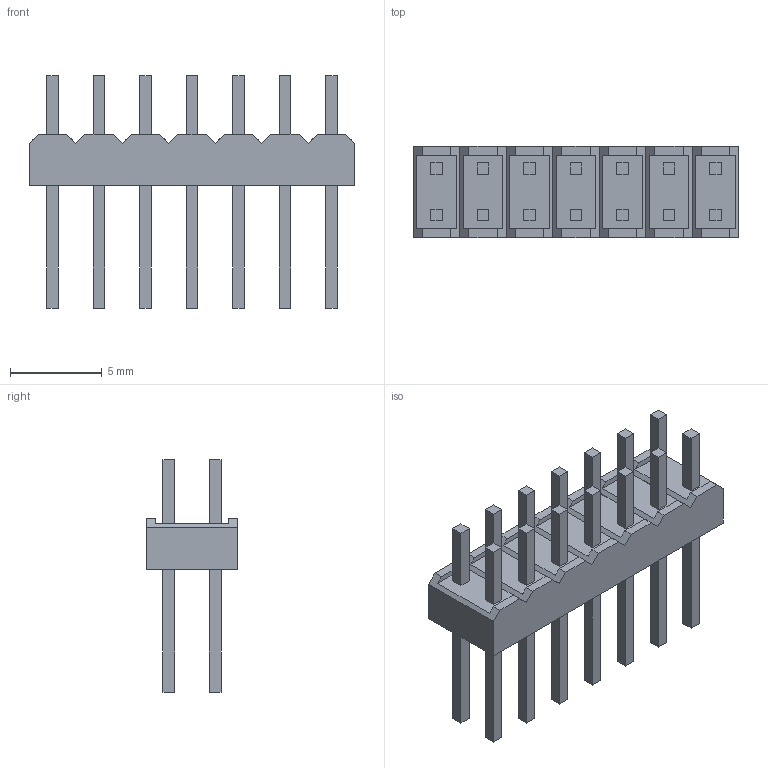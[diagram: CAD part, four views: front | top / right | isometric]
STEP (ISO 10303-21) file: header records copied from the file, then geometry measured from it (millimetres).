
FILE_DESCRIPTION((''),'2;1');
FILE_NAME('C-0826632-07-3','2007-08-31T',('workeradm'),('Tyco Electronics Corporation'),'PRO/ENGINEER BY PARAMETRIC TECHNOLOGY CORPORATION, 2005450','PRO/ENGINEER BY PARAMETRIC TECHNOLOGY CORPORATION, 2005450','');
FILE_SCHEMA(('CONFIG_CONTROL_DESIGN', 'GEOMETRIC_VALIDATION_PROPERTIES_MIM'));
Length unit declared in the file: millimetre
Products named in the file (1): C-0826632-07-3
Bounding box: 17.78 x 5 x 12.7 mm (x, y, z)
Volume: 281.4 mm3; surface area: 672 mm2
Topology: 1 solids, 1 shells, 194 faces, 492 edges, 328 vertices
Faces by surface type: plane 194
Entity records: 5845 total; most frequent: CARTESIAN_POINT 1015, ORIENTED_EDGE 984, DIRECTION 880, VECTOR 492, LINE 492, EDGE_CURVE 492, VERTEX_POINT 328, EDGE_LOOP 222
